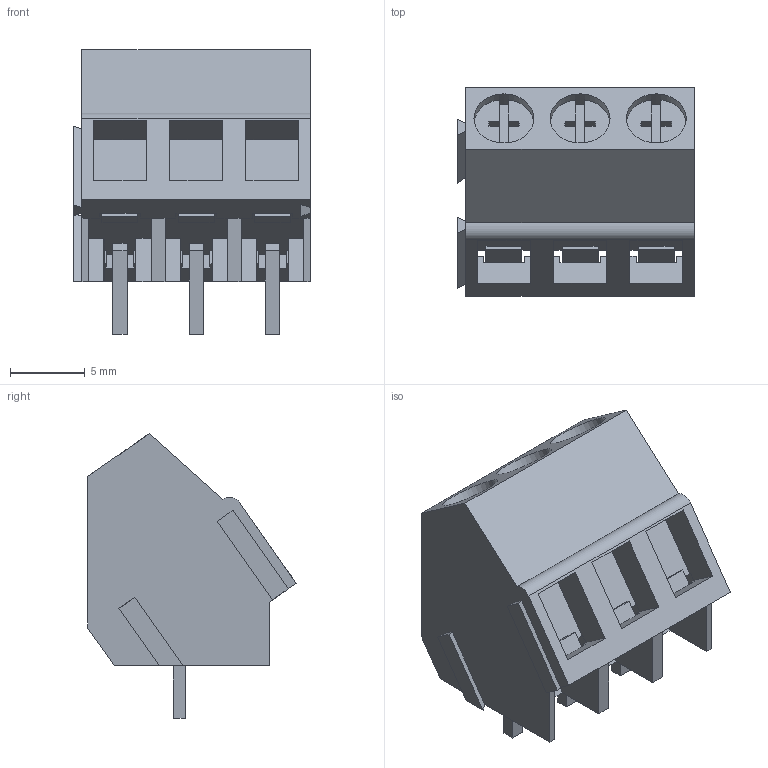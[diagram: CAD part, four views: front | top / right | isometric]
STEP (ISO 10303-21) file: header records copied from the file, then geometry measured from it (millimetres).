
FILE_DESCRIPTION(('CATIA V5 STEP Exchange','CAx-IF Rec.Pracs.--- Model Styling and Organization---1.4--- 2014-01-23'),'2;1');
FILE_NAME ('D1555741_0', '2023-01-02T11:08:06+00:00', ('none'), ('Weidmueller'), 'CATIA Version 5-6 Release 2016 SP3 HF44', 'CATIA V5 STEP AP214', 'none');
FILE_SCHEMA(('AUTOMOTIVE_DESIGN { 1 0 10303 214 1 1 1 1 }'));
Length unit declared in the file: millimetre
Products named in the file (1): 2873490000
Bounding box: 15.79 x 13.9 x 19 mm (x, y, z)
Volume: 1766.1 mm3; surface area: 1990.9 mm2
Topology: 7 solids, 7 shells, 243 faces, 678 edges, 452 vertices
Faces by surface type: plane 224, cylinder 19
Entity records: 7342 total; most frequent: ORIENTED_EDGE 1356, CARTESIAN_POINT 1315, DIRECTION 1028, EDGE_CURVE 678, VECTOR 628, LINE 628, VERTEX_POINT 452, EDGE_LOOP 252
